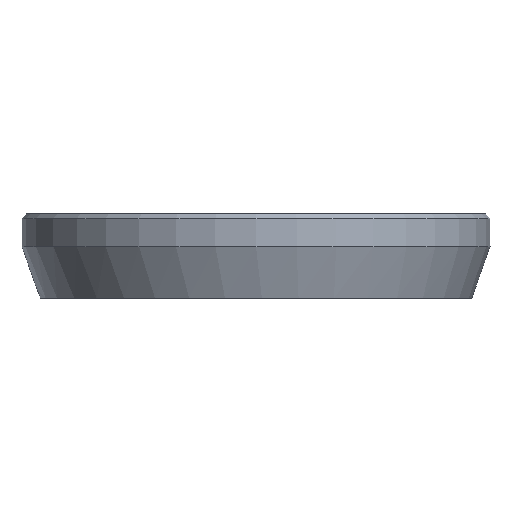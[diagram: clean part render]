
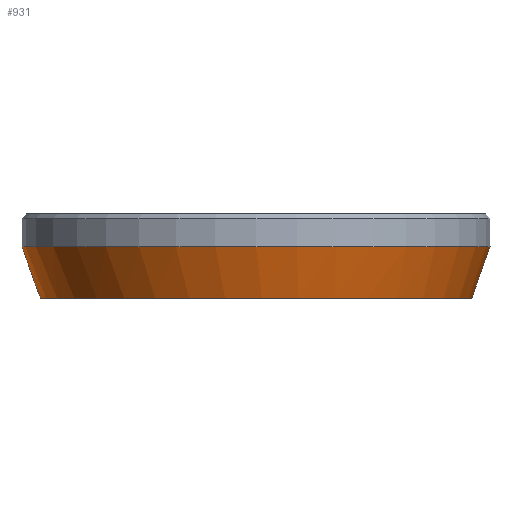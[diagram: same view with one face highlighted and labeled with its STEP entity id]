
A CAD part, front view. The second image highlights one B-rep face of the part: STEP entity #931.
In plain terms, the highlighted conical face has half-angle 19.5 degrees and reference radius 50 mm.
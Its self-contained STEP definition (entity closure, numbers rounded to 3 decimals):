
#8 = CARTESIAN_POINT ( 'NONE',  ( -50., 0., -7. ) ) ;
#49 = CARTESIAN_POINT ( 'NONE',  ( -46.99, 0., -15.5 ) ) ;
#88 = ORIENTED_EDGE ( 'NONE', *, *, #390, .F. ) ;
#105 = CARTESIAN_POINT ( 'NONE',  ( -46.983, -0.338, -15.517 ) ) ;
#108 = VERTEX_POINT ( 'NONE', #1323 ) ;
#109 = CARTESIAN_POINT ( 'NONE',  ( -50., 0., -7. ) ) ;
#123 = VERTEX_POINT ( 'NONE', #577 ) ;
#126 = DIRECTION ( 'NONE',  ( 1., 0., 0. ) ) ;
#131 = ORIENTED_EDGE ( 'NONE', *, *, #1081, .F. ) ;
#147 = ORIENTED_EDGE ( 'NONE', *, *, #529, .T. ) ;
#153 = VECTOR ( 'NONE', #455, 1000. ) ;
#186 = CARTESIAN_POINT ( 'NONE',  ( -46.664, -1.851, -16.318 ) ) ;
#208 = CARTESIAN_POINT ( 'NONE',  ( -46.962, -0.586, -15.568 ) ) ;
#211 = EDGE_LOOP ( 'NONE', ( #131, #282, #1299, #147, #88 ) ) ;
#231 = DIRECTION ( 'NONE',  ( -0.334, 0., 0.943 ) ) ;
#263 = VERTEX_POINT ( 'NONE', #49 ) ;
#282 = ORIENTED_EDGE ( 'NONE', *, *, #1005, .T. ) ;
#289 = AXIS2_PLACEMENT_3D ( 'NONE', #862, #765, #126 ) ;
#294 = CARTESIAN_POINT ( 'NONE',  ( -46.434, -2.258, -16.916 ) ) ;
#303 = DIRECTION ( 'NONE',  ( 1., 0., 0. ) ) ;
#313 = CARTESIAN_POINT ( 'NONE',  ( 0., 0., -18. ) ) ;
#317 = EDGE_CURVE ( 'NONE', #343, #123, #729, .T. ) ;
#343 = VERTEX_POINT ( 'NONE', #743 ) ;
#390 = EDGE_CURVE ( 'NONE', #433, #108, #1242, .T. ) ;
#403 = CARTESIAN_POINT ( 'NONE',  ( -46.933, -0.828, -15.639 ) ) ;
#415 = FACE_OUTER_BOUND ( 'NONE', #211, .T. ) ;
#427 = CARTESIAN_POINT ( 'NONE',  ( 50., 0., -7. ) ) ;
#433 = VERTEX_POINT ( 'NONE', #8 ) ;
#455 = DIRECTION ( 'NONE',  ( 0.334, 0., 0.943 ) ) ;
#466 = B_SPLINE_CURVE_WITH_KNOTS ( 'NONE', 3,
 ( #1182, #734, #105, #208, #966, #403, #1175, #1406, #1162, #186, #533, #820, #944, #1266, #294, #609, #504, #937 ),
 .UNSPECIFIED., .F., .F.,
 ( 4, 2, 2, 2, 2, 2, 2, 2, 4 ),
 ( 0., 0.125, 0.187, 0.25, 0.5, 0.562, 0.625, 0.75, 1. ),
 .UNSPECIFIED. ) ;
#472 = LINE ( 'NONE', #427, #153 ) ;
#504 = CARTESIAN_POINT ( 'NONE',  ( -46.15, -2.5, -17.68 ) ) ;
#519 = DIRECTION ( 'NONE',  ( 0., 0., 1. ) ) ;
#529 = EDGE_CURVE ( 'NONE', #123, #108, #472, .T. ) ;
#533 = CARTESIAN_POINT ( 'NONE',  ( -46.64, -1.905, -16.379 ) ) ;
#577 = CARTESIAN_POINT ( 'NONE',  ( 46.105, 0., -18. ) ) ;
#609 = CARTESIAN_POINT ( 'NONE',  ( -46.266, -2.439, -17.363 ) ) ;
#646 = VECTOR ( 'NONE', #231, 1000. ) ;
#729 = CIRCLE ( 'NONE', #1035, 46.105 ) ;
#734 = CARTESIAN_POINT ( 'NONE',  ( -46.99, -0.169, -15.5 ) ) ;
#743 = CARTESIAN_POINT ( 'NONE',  ( -46.037, -2.5, -18. ) ) ;
#765 = DIRECTION ( 'NONE',  ( 0., 0., 1. ) ) ;
#820 = CARTESIAN_POINT ( 'NONE',  ( -46.591, -2.006, -16.505 ) ) ;
#862 = CARTESIAN_POINT ( 'NONE',  ( 0., 0., -7. ) ) ;
#931 = ADVANCED_FACE ( 'NONE', ( #415 ), #1088, .T. ) ;
#937 = CARTESIAN_POINT ( 'NONE',  ( -46.037, -2.5, -18. ) ) ;
#944 = CARTESIAN_POINT ( 'NONE',  ( -46.565, -2.054, -16.572 ) ) ;
#966 = CARTESIAN_POINT ( 'NONE',  ( -46.954, -0.667, -15.589 ) ) ;
#972 = LINE ( 'NONE', #109, #646 ) ;
#1005 = EDGE_CURVE ( 'NONE', #263, #343, #466, .T. ) ;
#1035 = AXIS2_PLACEMENT_3D ( 'NONE', #313, #1057, #303 ) ;
#1057 = DIRECTION ( 'NONE',  ( 0., 0., 1. ) ) ;
#1061 = CARTESIAN_POINT ( 'NONE',  ( 0., 0., -7. ) ) ;
#1066 = AXIS2_PLACEMENT_3D ( 'NONE', #1061, #519, #1284 ) ;
#1081 = EDGE_CURVE ( 'NONE', #263, #433, #972, .T. ) ;
#1088 = CONICAL_SURFACE ( 'NONE', #1066, 50., 0.34 ) ;
#1162 = CARTESIAN_POINT ( 'NONE',  ( -46.778, -1.568, -16.026 ) ) ;
#1175 = CARTESIAN_POINT ( 'NONE',  ( -46.921, -0.908, -15.669 ) ) ;
#1182 = CARTESIAN_POINT ( 'NONE',  ( -46.99, 0., -15.5 ) ) ;
#1242 = CIRCLE ( 'NONE', #289, 50. ) ;
#1266 = CARTESIAN_POINT ( 'NONE',  ( -46.488, -2.185, -16.774 ) ) ;
#1284 = DIRECTION ( 'NONE',  ( 1., 0., 0. ) ) ;
#1299 = ORIENTED_EDGE ( 'NONE', *, *, #317, .T. ) ;
#1323 = CARTESIAN_POINT ( 'NONE',  ( 50., 0., -7. ) ) ;
#1406 = CARTESIAN_POINT ( 'NONE',  ( -46.855, -1.29, -15.833 ) ) ;
